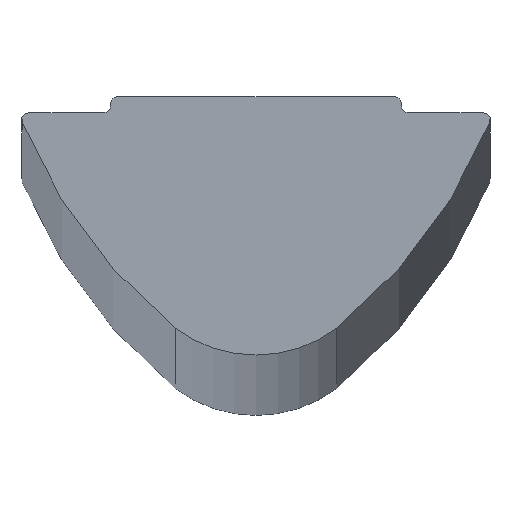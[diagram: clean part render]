
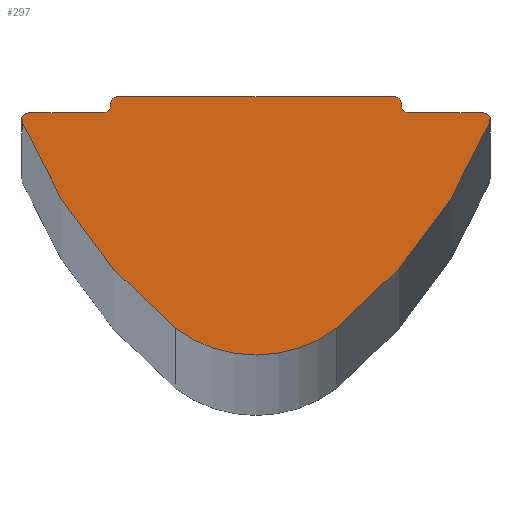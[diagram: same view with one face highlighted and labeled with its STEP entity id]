
A CAD part, top view. The second image highlights one B-rep face of the part: STEP entity #297.
In plain terms, the highlighted planar face has unit normal (0, 0, 1).
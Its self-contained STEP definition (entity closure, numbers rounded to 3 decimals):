
#20=PLANE('',#333);
#36=FACE_OUTER_BOUND('',#52,.T.);
#52=EDGE_LOOP('',(#246,#247,#248,#249,#250,#251,#252,#253,#254,#255,#256,
#257,#258,#259));
#57=LINE('',#443,#81);
#61=LINE('',#455,#85);
#69=LINE('',#491,#93);
#73=LINE('',#503,#97);
#77=LINE('',#513,#101);
#81=VECTOR('',#348,0.1);
#85=VECTOR('',#360,3.25);
#93=VECTOR('',#400,3.25);
#97=VECTOR('',#412,0.1);
#101=VECTOR('',#424,12.);
#103=CIRCLE('',#303,0.3);
#105=CIRCLE('',#307,0.3);
#107=CIRCLE('',#311,0.3);
#109=CIRCLE('',#314,22.364);
#111=CIRCLE('',#317,5.85);
#113=CIRCLE('',#320,22.364);
#115=CIRCLE('',#323,0.3);
#117=CIRCLE('',#327,0.3);
#119=CIRCLE('',#331,0.3);
#122=VERTEX_POINT('',#434);
#123=VERTEX_POINT('',#436);
#125=VERTEX_POINT('',#442);
#127=VERTEX_POINT('',#448);
#129=VERTEX_POINT('',#454);
#131=VERTEX_POINT('',#460);
#133=VERTEX_POINT('',#466);
#135=VERTEX_POINT('',#472);
#137=VERTEX_POINT('',#478);
#139=VERTEX_POINT('',#484);
#141=VERTEX_POINT('',#490);
#143=VERTEX_POINT('',#496);
#145=VERTEX_POINT('',#502);
#147=VERTEX_POINT('',#508);
#150=EDGE_CURVE('',#123,#122,#103,.T.);
#153=EDGE_CURVE('',#125,#123,#57,.T.);
#156=EDGE_CURVE('',#127,#125,#105,.T.);
#159=EDGE_CURVE('',#129,#127,#61,.T.);
#162=EDGE_CURVE('',#131,#129,#107,.T.);
#165=EDGE_CURVE('',#133,#131,#109,.T.);
#168=EDGE_CURVE('',#135,#133,#111,.T.);
#171=EDGE_CURVE('',#137,#135,#113,.T.);
#174=EDGE_CURVE('',#139,#137,#115,.T.);
#177=EDGE_CURVE('',#141,#139,#69,.T.);
#180=EDGE_CURVE('',#143,#141,#117,.T.);
#183=EDGE_CURVE('',#145,#143,#73,.T.);
#186=EDGE_CURVE('',#147,#145,#119,.T.);
#189=EDGE_CURVE('',#122,#147,#77,.T.);
#246=ORIENTED_EDGE('',*,*,#189,.T.);
#247=ORIENTED_EDGE('',*,*,#186,.T.);
#248=ORIENTED_EDGE('',*,*,#183,.T.);
#249=ORIENTED_EDGE('',*,*,#180,.T.);
#250=ORIENTED_EDGE('',*,*,#177,.T.);
#251=ORIENTED_EDGE('',*,*,#174,.T.);
#252=ORIENTED_EDGE('',*,*,#171,.T.);
#253=ORIENTED_EDGE('',*,*,#168,.T.);
#254=ORIENTED_EDGE('',*,*,#165,.T.);
#255=ORIENTED_EDGE('',*,*,#162,.T.);
#256=ORIENTED_EDGE('',*,*,#159,.T.);
#257=ORIENTED_EDGE('',*,*,#156,.T.);
#258=ORIENTED_EDGE('',*,*,#153,.T.);
#259=ORIENTED_EDGE('',*,*,#150,.T.);
#297=ADVANCED_FACE('',(#36),#20,.T.);
#303=AXIS2_PLACEMENT_3D('',#437,#342,#343);
#307=AXIS2_PLACEMENT_3D('',#449,#354,#355);
#311=AXIS2_PLACEMENT_3D('',#461,#366,#367);
#314=AXIS2_PLACEMENT_3D('',#467,#373,#374);
#317=AXIS2_PLACEMENT_3D('',#473,#380,#381);
#320=AXIS2_PLACEMENT_3D('',#479,#387,#388);
#323=AXIS2_PLACEMENT_3D('',#485,#394,#395);
#327=AXIS2_PLACEMENT_3D('',#497,#406,#407);
#331=AXIS2_PLACEMENT_3D('',#509,#418,#419);
#333=AXIS2_PLACEMENT_3D('',#514,#425,#426);
#342=DIRECTION('center_axis',(0.,0.,1.));
#343=DIRECTION('ref_axis',(1.,0.,0.));
#348=DIRECTION('',(0.,1.,0.));
#354=DIRECTION('center_axis',(0.,0.,-1.));
#355=DIRECTION('ref_axis',(1.,0.,0.));
#360=DIRECTION('',(-1.,0.,0.));
#366=DIRECTION('center_axis',(0.,0.,1.));
#367=DIRECTION('ref_axis',(0.92,-0.392,0.));
#373=DIRECTION('center_axis',(0.,0.,1.));
#374=DIRECTION('ref_axis',(0.63,-0.777,0.));
#380=DIRECTION('center_axis',(0.,0.,1.));
#381=DIRECTION('ref_axis',(-0.599,-0.801,0.));
#387=DIRECTION('center_axis',(0.,0.,1.));
#388=DIRECTION('ref_axis',(-0.926,-0.378,0.));
#394=DIRECTION('center_axis',(0.,0.,1.));
#395=DIRECTION('ref_axis',(0.,1.,0.));
#400=DIRECTION('',(-1.,0.,0.));
#406=DIRECTION('center_axis',(0.,0.,-1.));
#407=DIRECTION('ref_axis',(0.,1.,0.));
#412=DIRECTION('',(0.,-1.,0.));
#418=DIRECTION('center_axis',(0.,0.,1.));
#419=DIRECTION('ref_axis',(0.,1.,0.));
#424=DIRECTION('',(-1.,0.,0.));
#425=DIRECTION('center_axis',(0.,0.,1.));
#426=DIRECTION('ref_axis',(1.,0.,0.));
#434=CARTESIAN_POINT('',(12.,0.,1500.));
#436=CARTESIAN_POINT('',(12.3,-0.3,1500.));
#437=CARTESIAN_POINT('Origin',(12.,-0.3,1500.));
#442=CARTESIAN_POINT('',(12.3,-0.4,1500.));
#443=CARTESIAN_POINT('',(12.3,-0.4,1500.));
#448=CARTESIAN_POINT('',(12.6,-0.7,1500.));
#449=CARTESIAN_POINT('Origin',(12.6,-0.4,1500.));
#454=CARTESIAN_POINT('',(15.85,-0.7,1500.));
#455=CARTESIAN_POINT('',(15.85,-0.7,1500.));
#460=CARTESIAN_POINT('',(16.126,-1.118,1500.));
#461=CARTESIAN_POINT('Origin',(15.85,-1.,1500.));
#466=CARTESIAN_POINT('',(9.502,-10.036,1500.));
#467=CARTESIAN_POINT('Origin',(-4.577,7.34,1500.));
#472=CARTESIAN_POINT('',(2.498,-10.036,1500.));
#473=CARTESIAN_POINT('Origin',(6.,-5.35,1500.));
#478=CARTESIAN_POINT('',(-4.126,-1.118,1500.));
#479=CARTESIAN_POINT('Origin',(16.577,7.34,1500.));
#484=CARTESIAN_POINT('',(-3.85,-0.7,1500.));
#485=CARTESIAN_POINT('Origin',(-3.85,-1.,1500.));
#490=CARTESIAN_POINT('',(-0.6,-0.7,1500.));
#491=CARTESIAN_POINT('',(-0.6,-0.7,1500.));
#496=CARTESIAN_POINT('',(-0.3,-0.4,1500.));
#497=CARTESIAN_POINT('Origin',(-0.6,-0.4,1500.));
#502=CARTESIAN_POINT('',(-0.3,-0.3,1500.));
#503=CARTESIAN_POINT('',(-0.3,-0.3,1500.));
#508=CARTESIAN_POINT('',(0.,0.,1500.));
#509=CARTESIAN_POINT('Origin',(0.,-0.3,1500.));
#513=CARTESIAN_POINT('',(12.,0.,1500.));
#514=CARTESIAN_POINT('Origin',(6.,-3.803,1500.));
